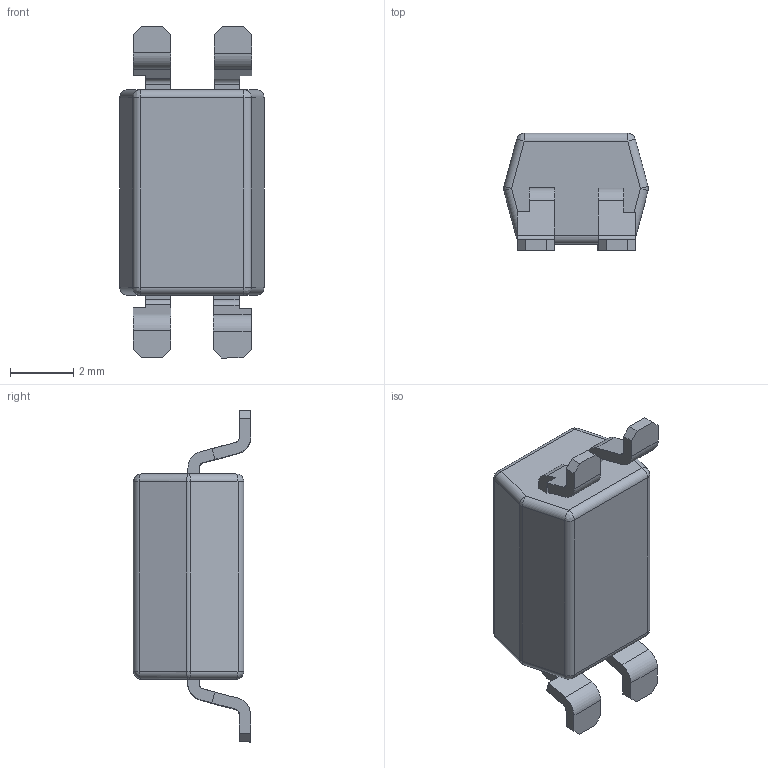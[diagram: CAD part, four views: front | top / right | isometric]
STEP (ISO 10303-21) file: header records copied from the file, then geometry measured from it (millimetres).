
FILE_DESCRIPTION (( 'STEP AP214' ), '1' );
FILE_NAME ('User Library-LTV816S.STEP', '2020-10-12T21:46:55', ( '' ), ( '' ), 'SwSTEP 2.0', 'SolidWorks 2020', '' );
FILE_SCHEMA (( 'AUTOMOTIVE_DESIGN' ));
Length unit declared in the file: centimetre
Products named in the file (4): Imported_3; Imported; User Library-LTV816S; Imported_2
Assembly tree (5 placements, depth 2):
  User Library-LTV816S
    Imported
    Imported_2  x2
    Imported_3  x2
Bounding box: 4.58 x 3.74 x 10.51 mm (x, y, z)
Volume: 98.1 mm3; surface area: 157.6 mm2
Topology: 5 solids, 5 shells, 244 faces, 638 edges, 412 vertices
Faces by surface type: plane 109, bspline 98, cylinder 37
Entity records: 9154 total; most frequent: CARTESIAN_POINT 2220, ORIENTED_EDGE 1076, DIRECTION 664, EDGE_CURVE 538, VERTEX_POINT 348, LINE 304, VECTOR 304, EDGE_LOOP 220
